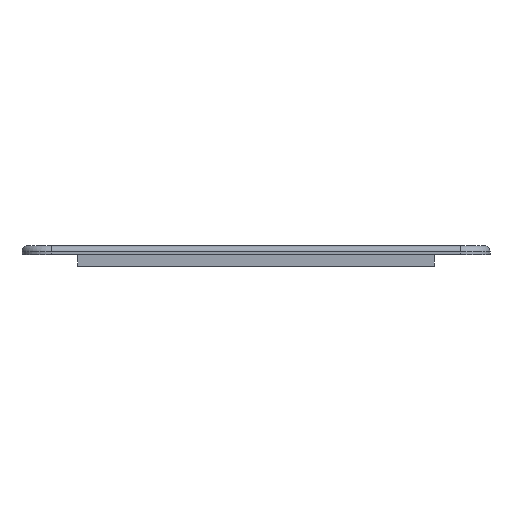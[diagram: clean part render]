
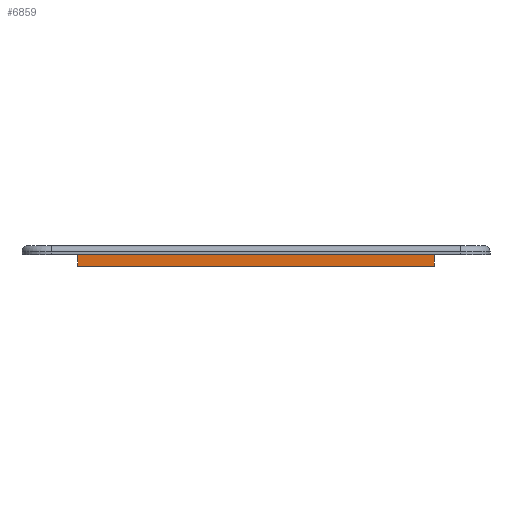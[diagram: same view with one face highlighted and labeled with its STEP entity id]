
A CAD part, front view. The second image highlights one B-rep face of the part: STEP entity #6859.
In plain terms, the highlighted planar face has unit normal (0, -1, 0).
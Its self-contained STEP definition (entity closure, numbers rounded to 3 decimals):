
#956=FACE_OUTER_BOUND('',#1345,.T.);
#1345=EDGE_LOOP('',(#5914,#5915,#5916,#5917));
#1796=LINE('',#12047,#2437);
#1995=LINE('',#12561,#2636);
#1996=LINE('',#12564,#2637);
#1997=LINE('',#12565,#2638);
#2437=VECTOR('',#8054,10.);
#2636=VECTOR('',#8615,10.);
#2637=VECTOR('',#8618,10.);
#2638=VECTOR('',#8619,10.);
#3168=VERTEX_POINT('',#12044);
#3169=VERTEX_POINT('',#12046);
#3303=VERTEX_POINT('',#12559);
#3304=VERTEX_POINT('',#12563);
#4012=EDGE_CURVE('',#3168,#3169,#1796,.T.);
#4270=EDGE_CURVE('',#3303,#3169,#1995,.T.);
#4271=EDGE_CURVE('',#3303,#3304,#1996,.T.);
#4272=EDGE_CURVE('',#3304,#3168,#1997,.T.);
#5914=ORIENTED_EDGE('',*,*,#4271,.F.);
#5915=ORIENTED_EDGE('',*,*,#4270,.T.);
#5916=ORIENTED_EDGE('',*,*,#4012,.F.);
#5917=ORIENTED_EDGE('',*,*,#4272,.F.);
#6501=PLANE('',#7266);
#6859=ADVANCED_FACE('',(#956),#6501,.T.);
#7266=AXIS2_PLACEMENT_3D('',#12562,#8616,#8617);
#8054=DIRECTION('',(-1.,0.,0.));
#8615=DIRECTION('',(0.,0.,-1.));
#8616=DIRECTION('center_axis',(0.,-1.,0.));
#8617=DIRECTION('ref_axis',(-1.,0.,0.));
#8618=DIRECTION('',(1.,0.,0.));
#8619=DIRECTION('',(0.,0.,-1.));
#12044=CARTESIAN_POINT('',(49.51,-46.665,-2.));
#12046=CARTESIAN_POINT('',(-11.49,-46.665,-2.));
#12047=CARTESIAN_POINT('',(-11.49,-46.665,-2.));
#12559=CARTESIAN_POINT('',(-11.49,-46.665,0.));
#12561=CARTESIAN_POINT('',(-11.49,-46.665,0.));
#12562=CARTESIAN_POINT('Origin',(49.51,-46.665,0.));
#12563=CARTESIAN_POINT('',(49.51,-46.665,0.));
#12564=CARTESIAN_POINT('',(34.26,-46.665,0.));
#12565=CARTESIAN_POINT('',(49.51,-46.665,0.));
